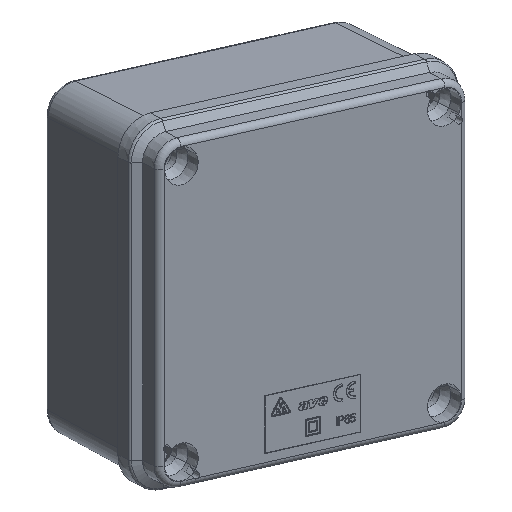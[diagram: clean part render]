
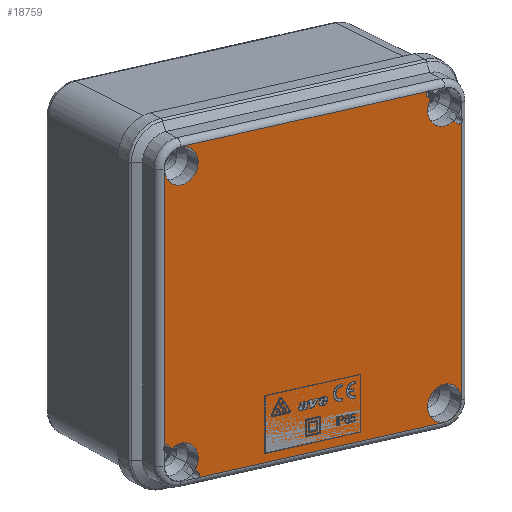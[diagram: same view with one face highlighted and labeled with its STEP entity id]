
A CAD part, top view. The second image highlights one B-rep face of the part: STEP entity #18759.
In plain terms, the highlighted face is planar.
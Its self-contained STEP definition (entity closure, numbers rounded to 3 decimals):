
#18497=CARTESIAN_POINT('Axis2P3D Location',(0.,0.,15.)) ;
#18577=CARTESIAN_POINT('Line Origine',(-38.056,-46.83,15.)) ;
#18581=CARTESIAN_POINT('Vertex',(-37.493,-47.393,15.)) ;
#18583=CARTESIAN_POINT('Vertex',(-38.619,-46.267,15.)) ;
#18586=CARTESIAN_POINT('Axis2P3D Location',(-38.2,-48.1,15.)) ;
#18590=CARTESIAN_POINT('Vertex',(-37.522,-48.835,15.)) ;
#18593=CARTESIAN_POINT('Line Origine',(2.914,-48.835,15.)) ;
#18597=CARTESIAN_POINT('Vertex',(43.35,-48.835,15.)) ;
#18600=CARTESIAN_POINT('Axis2P3D Location',(43.35,-43.35,15.)) ;
#18604=CARTESIAN_POINT('Vertex',(48.835,-43.35,15.)) ;
#18607=CARTESIAN_POINT('Line Origine',(48.835,-2.914,15.)) ;
#18611=CARTESIAN_POINT('Vertex',(48.835,37.522,15.)) ;
#18614=CARTESIAN_POINT('Axis2P3D Location',(48.1,38.2,15.)) ;
#18618=CARTESIAN_POINT('Vertex',(47.393,37.493,15.)) ;
#18621=CARTESIAN_POINT('Line Origine',(46.83,38.056,15.)) ;
#18625=CARTESIAN_POINT('Vertex',(46.267,38.619,15.)) ;
#18628=CARTESIAN_POINT('Axis2P3D Location',(43.15,43.15,15.)) ;
#18632=CARTESIAN_POINT('Vertex',(38.323,45.787,15.)) ;
#18635=CARTESIAN_POINT('Axis2P3D Location',(43.15,43.15,15.)) ;
#18639=CARTESIAN_POINT('Vertex',(38.619,46.267,15.)) ;
#18642=CARTESIAN_POINT('Line Origine',(38.056,46.83,15.)) ;
#18646=CARTESIAN_POINT('Vertex',(37.493,47.393,15.)) ;
#18649=CARTESIAN_POINT('Axis2P3D Location',(38.2,48.1,15.)) ;
#18653=CARTESIAN_POINT('Vertex',(37.522,48.835,15.)) ;
#18656=CARTESIAN_POINT('Line Origine',(-2.914,48.835,15.)) ;
#18660=CARTESIAN_POINT('Vertex',(-43.35,48.835,15.)) ;
#18663=CARTESIAN_POINT('Axis2P3D Location',(-43.35,43.35,15.)) ;
#18667=CARTESIAN_POINT('Vertex',(-48.835,43.35,15.)) ;
#18670=CARTESIAN_POINT('Line Origine',(-48.835,2.914,15.)) ;
#18674=CARTESIAN_POINT('Vertex',(-48.835,-37.522,15.)) ;
#18677=CARTESIAN_POINT('Axis2P3D Location',(-48.1,-38.2,15.)) ;
#18681=CARTESIAN_POINT('Vertex',(-47.393,-37.493,15.)) ;
#18684=CARTESIAN_POINT('Line Origine',(-46.83,-38.056,15.)) ;
#18688=CARTESIAN_POINT('Vertex',(-46.267,-38.619,15.)) ;
#18691=CARTESIAN_POINT('Axis2P3D Location',(-43.15,-43.15,15.)) ;
#18695=CARTESIAN_POINT('Vertex',(-38.323,-45.787,15.)) ;
#18698=CARTESIAN_POINT('Axis2P3D Location',(-43.15,-43.15,15.)) ;
#18723=CARTESIAN_POINT('Axis2P3D Location',(43.15,-43.15,15.)) ;
#18727=CARTESIAN_POINT('Vertex',(38.323,-45.787,15.)) ;
#18729=CARTESIAN_POINT('Vertex',(47.977,-40.513,15.)) ;
#18732=CARTESIAN_POINT('Axis2P3D Location',(43.15,-43.15,15.)) ;
#18741=CARTESIAN_POINT('Axis2P3D Location',(-43.15,43.15,15.)) ;
#18745=CARTESIAN_POINT('Vertex',(-47.977,40.513,15.)) ;
#18747=CARTESIAN_POINT('Vertex',(-38.323,45.787,15.)) ;
#18750=CARTESIAN_POINT('Axis2P3D Location',(-43.15,43.15,15.)) ;
#18498=DIRECTION('Axis2P3D Direction',(0.,0.,1.)) ;
#18499=DIRECTION('Axis2P3D XDirection',(1.,0.,0.)) ;
#18578=DIRECTION('Vector Direction',(0.707,-0.707,0.)) ;
#18587=DIRECTION('Axis2P3D Direction',(0.,0.,1.)) ;
#18594=DIRECTION('Vector Direction',(-1.,0.,0.)) ;
#18601=DIRECTION('Axis2P3D Direction',(0.,0.,1.)) ;
#18608=DIRECTION('Vector Direction',(0.,1.,0.)) ;
#18615=DIRECTION('Axis2P3D Direction',(0.,0.,1.)) ;
#18622=DIRECTION('Vector Direction',(-0.707,0.707,0.)) ;
#18629=DIRECTION('Axis2P3D Direction',(0.,0.,1.)) ;
#18636=DIRECTION('Axis2P3D Direction',(0.,0.,1.)) ;
#18643=DIRECTION('Vector Direction',(-0.707,0.707,0.)) ;
#18650=DIRECTION('Axis2P3D Direction',(0.,0.,1.)) ;
#18657=DIRECTION('Vector Direction',(-1.,0.,0.)) ;
#18664=DIRECTION('Axis2P3D Direction',(0.,0.,1.)) ;
#18671=DIRECTION('Vector Direction',(0.,1.,0.)) ;
#18678=DIRECTION('Axis2P3D Direction',(0.,0.,1.)) ;
#18685=DIRECTION('Vector Direction',(0.707,-0.707,0.)) ;
#18692=DIRECTION('Axis2P3D Direction',(0.,0.,1.)) ;
#18699=DIRECTION('Axis2P3D Direction',(0.,0.,1.)) ;
#18724=DIRECTION('Axis2P3D Direction',(0.,0.,1.)) ;
#18733=DIRECTION('Axis2P3D Direction',(0.,0.,1.)) ;
#18742=DIRECTION('Axis2P3D Direction',(0.,0.,1.)) ;
#18751=DIRECTION('Axis2P3D Direction',(0.,0.,1.)) ;
#18500=AXIS2_PLACEMENT_3D('Plane Axis2P3D',#18497,#18498,#18499) ;
#18588=AXIS2_PLACEMENT_3D('Circle Axis2P3D',#18586,#18587,$) ;
#18602=AXIS2_PLACEMENT_3D('Circle Axis2P3D',#18600,#18601,$) ;
#18616=AXIS2_PLACEMENT_3D('Circle Axis2P3D',#18614,#18615,$) ;
#18630=AXIS2_PLACEMENT_3D('Circle Axis2P3D',#18628,#18629,$) ;
#18637=AXIS2_PLACEMENT_3D('Circle Axis2P3D',#18635,#18636,$) ;
#18651=AXIS2_PLACEMENT_3D('Circle Axis2P3D',#18649,#18650,$) ;
#18665=AXIS2_PLACEMENT_3D('Circle Axis2P3D',#18663,#18664,$) ;
#18679=AXIS2_PLACEMENT_3D('Circle Axis2P3D',#18677,#18678,$) ;
#18693=AXIS2_PLACEMENT_3D('Circle Axis2P3D',#18691,#18692,$) ;
#18700=AXIS2_PLACEMENT_3D('Circle Axis2P3D',#18698,#18699,$) ;
#18725=AXIS2_PLACEMENT_3D('Circle Axis2P3D',#18723,#18724,$) ;
#18734=AXIS2_PLACEMENT_3D('Circle Axis2P3D',#18732,#18733,$) ;
#18743=AXIS2_PLACEMENT_3D('Circle Axis2P3D',#18741,#18742,$) ;
#18752=AXIS2_PLACEMENT_3D('Circle Axis2P3D',#18750,#18751,$) ;
#18704=ORIENTED_EDGE('',*,*,#18585,.F.) ;
#18705=ORIENTED_EDGE('',*,*,#18592,.F.) ;
#18706=ORIENTED_EDGE('',*,*,#18599,.T.) ;
#18707=ORIENTED_EDGE('',*,*,#18606,.F.) ;
#18708=ORIENTED_EDGE('',*,*,#18613,.F.) ;
#18709=ORIENTED_EDGE('',*,*,#18620,.F.) ;
#18710=ORIENTED_EDGE('',*,*,#18627,.F.) ;
#18711=ORIENTED_EDGE('',*,*,#18634,.T.) ;
#18712=ORIENTED_EDGE('',*,*,#18641,.T.) ;
#18713=ORIENTED_EDGE('',*,*,#18648,.F.) ;
#18714=ORIENTED_EDGE('',*,*,#18655,.F.) ;
#18715=ORIENTED_EDGE('',*,*,#18662,.F.) ;
#18716=ORIENTED_EDGE('',*,*,#18669,.F.) ;
#18717=ORIENTED_EDGE('',*,*,#18676,.T.) ;
#18718=ORIENTED_EDGE('',*,*,#18683,.F.) ;
#18719=ORIENTED_EDGE('',*,*,#18690,.F.) ;
#18720=ORIENTED_EDGE('',*,*,#18697,.T.) ;
#18721=ORIENTED_EDGE('',*,*,#18702,.T.) ;
#18738=ORIENTED_EDGE('',*,*,#18731,.F.) ;
#18739=ORIENTED_EDGE('',*,*,#18736,.F.) ;
#18756=ORIENTED_EDGE('',*,*,#18749,.F.) ;
#18757=ORIENTED_EDGE('',*,*,#18754,.F.) ;
#18740=FACE_BOUND('',#18737,.T.) ;
#18758=FACE_BOUND('',#18755,.T.) ;
#18579=VECTOR('Line Direction',#18578,1.) ;
#18595=VECTOR('Line Direction',#18594,1.) ;
#18609=VECTOR('Line Direction',#18608,1.) ;
#18623=VECTOR('Line Direction',#18622,1.) ;
#18644=VECTOR('Line Direction',#18643,1.) ;
#18658=VECTOR('Line Direction',#18657,1.) ;
#18672=VECTOR('Line Direction',#18671,1.) ;
#18686=VECTOR('Line Direction',#18685,1.) ;
#18759=ADVANCED_FACE('PartBody',(#18722,#18740,#18758),#18501,.T.) ;
#18589=CIRCLE('generated circle',#18588,1.) ;
#18603=CIRCLE('generated circle',#18602,5.485) ;
#18617=CIRCLE('generated circle',#18616,1.) ;
#18631=CIRCLE('generated circle',#18630,5.5) ;
#18638=CIRCLE('generated circle',#18637,5.5) ;
#18652=CIRCLE('generated circle',#18651,1.) ;
#18666=CIRCLE('generated circle',#18665,5.485) ;
#18680=CIRCLE('generated circle',#18679,1.) ;
#18694=CIRCLE('generated circle',#18693,5.5) ;
#18701=CIRCLE('generated circle',#18700,5.5) ;
#18726=CIRCLE('generated circle',#18725,5.5) ;
#18735=CIRCLE('generated circle',#18734,5.5) ;
#18744=CIRCLE('generated circle',#18743,5.5) ;
#18753=CIRCLE('generated circle',#18752,5.5) ;
#18585=EDGE_CURVE('',#18582,#18584,#18580,.F.) ;
#18592=EDGE_CURVE('',#18591,#18582,#18589,.T.) ;
#18599=EDGE_CURVE('',#18591,#18598,#18596,.F.) ;
#18606=EDGE_CURVE('',#18605,#18598,#18603,.F.) ;
#18613=EDGE_CURVE('',#18612,#18605,#18610,.F.) ;
#18620=EDGE_CURVE('',#18619,#18612,#18617,.T.) ;
#18627=EDGE_CURVE('',#18626,#18619,#18624,.F.) ;
#18634=EDGE_CURVE('',#18626,#18633,#18631,.F.) ;
#18641=EDGE_CURVE('',#18633,#18640,#18638,.F.) ;
#18648=EDGE_CURVE('',#18647,#18640,#18645,.F.) ;
#18655=EDGE_CURVE('',#18654,#18647,#18652,.T.) ;
#18662=EDGE_CURVE('',#18661,#18654,#18659,.F.) ;
#18669=EDGE_CURVE('',#18668,#18661,#18666,.F.) ;
#18676=EDGE_CURVE('',#18668,#18675,#18673,.F.) ;
#18683=EDGE_CURVE('',#18682,#18675,#18680,.T.) ;
#18690=EDGE_CURVE('',#18689,#18682,#18687,.F.) ;
#18697=EDGE_CURVE('',#18689,#18696,#18694,.F.) ;
#18702=EDGE_CURVE('',#18696,#18584,#18701,.F.) ;
#18731=EDGE_CURVE('',#18728,#18730,#18726,.T.) ;
#18736=EDGE_CURVE('',#18730,#18728,#18735,.T.) ;
#18749=EDGE_CURVE('',#18746,#18748,#18744,.T.) ;
#18754=EDGE_CURVE('',#18748,#18746,#18753,.T.) ;
#18703=EDGE_LOOP('',(#18704,#18705,#18706,#18707,#18708,#18709,#18710,#18711,#18712,#18713,#18714,#18715,#18716,#18717,#18718,#18719,#18720,#18721)) ;
#18737=EDGE_LOOP('',(#18738,#18739)) ;
#18755=EDGE_LOOP('',(#18756,#18757)) ;
#18722=FACE_OUTER_BOUND('',#18703,.T.) ;
#18580=LINE('Line',#18577,#18579) ;
#18596=LINE('Line',#18593,#18595) ;
#18610=LINE('Line',#18607,#18609) ;
#18624=LINE('Line',#18621,#18623) ;
#18645=LINE('Line',#18642,#18644) ;
#18659=LINE('Line',#18656,#18658) ;
#18673=LINE('Line',#18670,#18672) ;
#18687=LINE('Line',#18684,#18686) ;
#18501=PLANE('',#18500) ;
#18582=VERTEX_POINT('',#18581) ;
#18584=VERTEX_POINT('',#18583) ;
#18591=VERTEX_POINT('',#18590) ;
#18598=VERTEX_POINT('',#18597) ;
#18605=VERTEX_POINT('',#18604) ;
#18612=VERTEX_POINT('',#18611) ;
#18619=VERTEX_POINT('',#18618) ;
#18626=VERTEX_POINT('',#18625) ;
#18633=VERTEX_POINT('',#18632) ;
#18640=VERTEX_POINT('',#18639) ;
#18647=VERTEX_POINT('',#18646) ;
#18654=VERTEX_POINT('',#18653) ;
#18661=VERTEX_POINT('',#18660) ;
#18668=VERTEX_POINT('',#18667) ;
#18675=VERTEX_POINT('',#18674) ;
#18682=VERTEX_POINT('',#18681) ;
#18689=VERTEX_POINT('',#18688) ;
#18696=VERTEX_POINT('',#18695) ;
#18728=VERTEX_POINT('',#18727) ;
#18730=VERTEX_POINT('',#18729) ;
#18746=VERTEX_POINT('',#18745) ;
#18748=VERTEX_POINT('',#18747) ;
